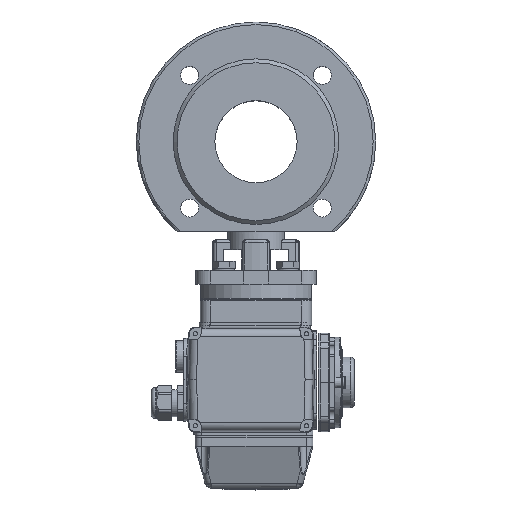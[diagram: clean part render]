
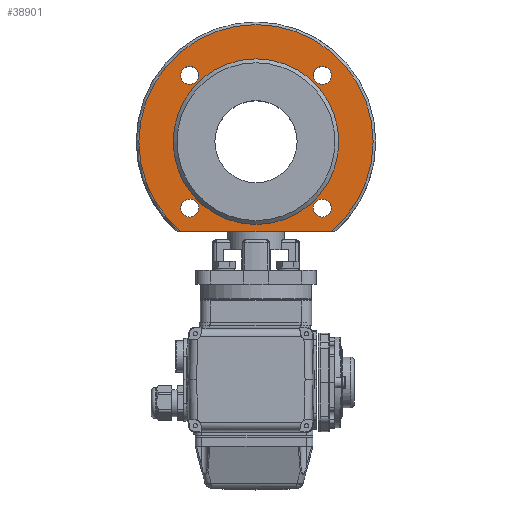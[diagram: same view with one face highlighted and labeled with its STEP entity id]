
A CAD part, top view. The second image highlights one B-rep face of the part: STEP entity #38901.
In plain terms, the highlighted planar face has unit normal (0, 0, 1).
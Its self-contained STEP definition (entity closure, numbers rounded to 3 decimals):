
#1444=PLANE('',#41325);
#2444=LINE('',#56795,#5583);
#5583=VECTOR('',#45367,1000.);
#8731=ORIENTED_EDGE('',*,*,#20049,.F.);
#8732=ORIENTED_EDGE('',*,*,#20050,.F.);
#8733=ORIENTED_EDGE('',*,*,#20051,.F.);
#8734=ORIENTED_EDGE('',*,*,#20052,.F.);
#8735=ORIENTED_EDGE('',*,*,#20053,.T.);
#8736=ORIENTED_EDGE('',*,*,#20047,.F.);
#8737=ORIENTED_EDGE('',*,*,#20054,.F.);
#20047=EDGE_CURVE('',#25705,#25706,#2444,.T.);
#20049=EDGE_CURVE('',#25707,#25707,#29463,.T.);
#20050=EDGE_CURVE('',#25708,#25708,#29464,.T.);
#20051=EDGE_CURVE('',#25709,#25709,#29465,.T.);
#20052=EDGE_CURVE('',#25710,#25710,#29466,.T.);
#20053=EDGE_CURVE('',#25705,#25706,#29467,.T.);
#20054=EDGE_CURVE('',#25711,#25711,#29468,.T.);
#25705=VERTEX_POINT('',#56794);
#25706=VERTEX_POINT('',#56796);
#25707=VERTEX_POINT('',#56872);
#25708=VERTEX_POINT('',#56874);
#25709=VERTEX_POINT('',#56876);
#25710=VERTEX_POINT('',#56878);
#25711=VERTEX_POINT('',#56881);
#29463=CIRCLE('',#41326,6.918);
#29464=CIRCLE('',#41327,6.918);
#29465=CIRCLE('',#41328,6.918);
#29466=CIRCLE('',#41329,6.918);
#29467=CIRCLE('',#41330,90.5);
#29468=CIRCLE('',#41331,64.);
#31306=EDGE_LOOP('',(#8731));
#31307=EDGE_LOOP('',(#8732));
#31308=EDGE_LOOP('',(#8733));
#31309=EDGE_LOOP('',(#8734));
#31310=EDGE_LOOP('',(#8735,#8736));
#31311=EDGE_LOOP('',(#8737));
#34058=FACE_BOUND('',#31306,.T.);
#34059=FACE_BOUND('',#31307,.T.);
#34060=FACE_BOUND('',#31308,.T.);
#34061=FACE_BOUND('',#31309,.T.);
#34062=FACE_BOUND('',#31310,.T.);
#34063=FACE_BOUND('',#31311,.T.);
#38901=ADVANCED_FACE('',(#34058,#34059,#34060,#34061,#34062,#34063),#1444,
 .T.);
#41325=AXIS2_PLACEMENT_3D('',#56870,#45368,#45369);
#41326=AXIS2_PLACEMENT_3D('',#56871,#45370,#45371);
#41327=AXIS2_PLACEMENT_3D('',#56873,#45372,#45373);
#41328=AXIS2_PLACEMENT_3D('',#56875,#45374,#45375);
#41329=AXIS2_PLACEMENT_3D('',#56877,#45376,#45377);
#41330=AXIS2_PLACEMENT_3D('',#56879,#45378,#45379);
#41331=AXIS2_PLACEMENT_3D('',#56880,#45380,#45381);
#45367=DIRECTION('',(-1.,0.,0.));
#45368=DIRECTION('',(0.,0.,1.));
#45369=DIRECTION('',(1.,0.,0.));
#45370=DIRECTION('',(0.,0.,1.));
#45371=DIRECTION('',(-1.,0.,0.));
#45372=DIRECTION('',(0.,0.,1.));
#45373=DIRECTION('',(-1.,0.,0.));
#45374=DIRECTION('',(0.,0.,1.));
#45375=DIRECTION('',(-1.,0.,0.));
#45376=DIRECTION('',(0.,0.,1.));
#45377=DIRECTION('',(-1.,0.,0.));
#45378=DIRECTION('',(0.,0.,1.));
#45379=DIRECTION('',(1.,0.,0.));
#45380=DIRECTION('',(0.,0.,1.));
#45381=DIRECTION('',(1.,0.,0.));
#56794=CARTESIAN_POINT('',(57.966,-69.5,15.3));
#56795=CARTESIAN_POINT('',(0.,-69.5,15.3));
#56796=CARTESIAN_POINT('',(-57.966,-69.5,15.3));
#56870=CARTESIAN_POINT('',(0.,0.,15.3));
#56871=CARTESIAN_POINT('',(51.265,51.265,15.3));
#56872=CARTESIAN_POINT('',(44.348,51.265,15.3));
#56873=CARTESIAN_POINT('',(-51.265,51.265,15.3));
#56874=CARTESIAN_POINT('',(-58.183,51.265,15.3));
#56875=CARTESIAN_POINT('',(-51.265,-51.265,15.3));
#56876=CARTESIAN_POINT('',(-58.183,-51.265,15.3));
#56877=CARTESIAN_POINT('',(51.265,-51.265,15.3));
#56878=CARTESIAN_POINT('',(44.348,-51.265,15.3));
#56879=CARTESIAN_POINT('',(0.,0.,15.3));
#56880=CARTESIAN_POINT('',(0.,0.,15.3));
#56881=CARTESIAN_POINT('',(64.,0.,15.3));
